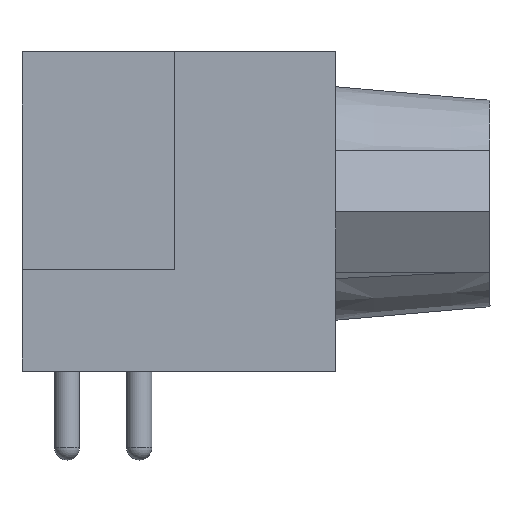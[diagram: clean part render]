
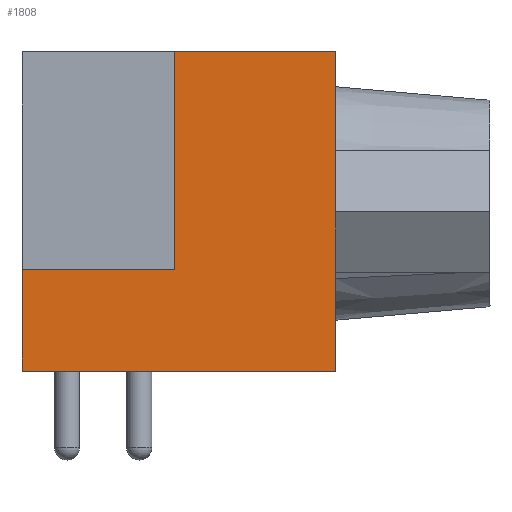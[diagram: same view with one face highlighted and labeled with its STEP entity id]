
A CAD part, left-side view. The second image highlights one B-rep face of the part: STEP entity #1808.
In plain terms, the highlighted planar face has unit normal (-1, 0, 0).
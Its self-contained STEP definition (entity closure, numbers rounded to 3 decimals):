
#1482 = VERTEX_POINT('',#1483);
#1483 = CARTESIAN_POINT('',(-21.055,-10.53,
    0.));
#1489 = EDGE_CURVE('',#1490,#1482,#1492,.T.);
#1490 = VERTEX_POINT('',#1491);
#1491 = CARTESIAN_POINT('',(-21.055,1.8,
    0.));
#1492 = LINE('',#1493,#1494);
#1493 = CARTESIAN_POINT('',(-21.055,-10.53,
    0.));
#1494 = VECTOR('',#1495,1.);
#1495 = DIRECTION('',(0.,-1.,0.));
#1604 = VERTEX_POINT('',#1605);
#1605 = CARTESIAN_POINT('',(-21.055,-4.2,
    12.55));
#1620 = VERTEX_POINT('',#1621);
#1621 = CARTESIAN_POINT('',(-21.055,-4.2,
    4.));
#1627 = EDGE_CURVE('',#1620,#1604,#1628,.T.);
#1628 = LINE('',#1629,#1630);
#1629 = CARTESIAN_POINT('',(-21.055,-4.2,
    4.));
#1630 = VECTOR('',#1631,1.);
#1631 = DIRECTION('',(0.,0.,1.));
#1717 = EDGE_CURVE('',#1620,#1718,#1720,.T.);
#1718 = VERTEX_POINT('',#1719);
#1719 = CARTESIAN_POINT('',(-21.055,1.8,
    4.));
#1720 = LINE('',#1721,#1722);
#1721 = CARTESIAN_POINT('',(-21.055,1.8,
    4.));
#1722 = VECTOR('',#1723,1.);
#1723 = DIRECTION('',(0.,1.,0.));
#1797 = EDGE_CURVE('',#1718,#1490,#1798,.T.);
#1798 = LINE('',#1799,#1800);
#1799 = CARTESIAN_POINT('',(-21.055,1.8,
    12.55));
#1800 = VECTOR('',#1801,1.);
#1801 = DIRECTION('',(0.,0.,-1.));
#1808 = ADVANCED_FACE('',(#1809),#1829,.F.);
#1809 = FACE_BOUND('',#1810,.T.);
#1810 = EDGE_LOOP('',(#1811,#1812,#1813,#1814,#1815,#1823));
#1811 = ORIENTED_EDGE('',*,*,#1627,.F.);
#1812 = ORIENTED_EDGE('',*,*,#1717,.T.);
#1813 = ORIENTED_EDGE('',*,*,#1797,.T.);
#1814 = ORIENTED_EDGE('',*,*,#1489,.T.);
#1815 = ORIENTED_EDGE('',*,*,#1816,.F.);
#1816 = EDGE_CURVE('',#1817,#1482,#1819,.T.);
#1817 = VERTEX_POINT('',#1818);
#1818 = CARTESIAN_POINT('',(-21.055,-10.53,
    12.55));
#1819 = LINE('',#1820,#1821);
#1820 = CARTESIAN_POINT('',(-21.055,-10.53,
    12.55));
#1821 = VECTOR('',#1822,1.);
#1822 = DIRECTION('',(0.,0.,-1.));
#1823 = ORIENTED_EDGE('',*,*,#1824,.F.);
#1824 = EDGE_CURVE('',#1604,#1817,#1825,.T.);
#1825 = LINE('',#1826,#1827);
#1826 = CARTESIAN_POINT('',(-21.055,-10.53,
    12.55));
#1827 = VECTOR('',#1828,1.);
#1828 = DIRECTION('',(0.,-1.,0.));
#1829 = PLANE('',#1830);
#1830 = AXIS2_PLACEMENT_3D('',#1831,#1832,#1833);
#1831 = CARTESIAN_POINT('',(-21.055,-10.53,
    12.55));
#1832 = DIRECTION('',(1.,0.,0.));
#1833 = DIRECTION('',(0.,1.,0.));
